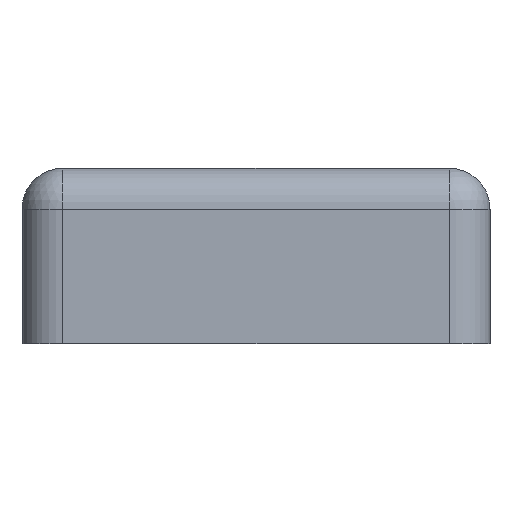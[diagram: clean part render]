
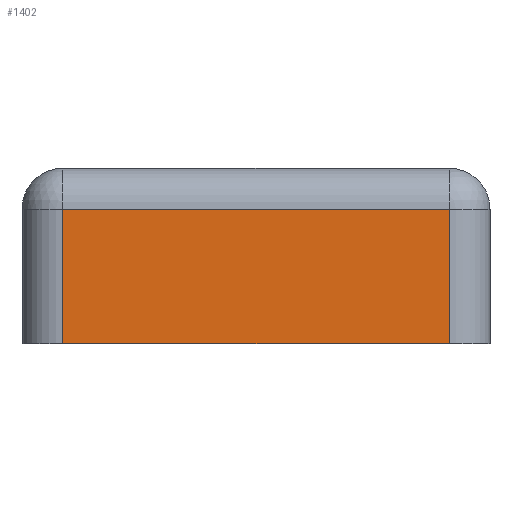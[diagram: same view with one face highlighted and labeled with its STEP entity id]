
A CAD part, front view. The second image highlights one B-rep face of the part: STEP entity #1402.
In plain terms, the highlighted planar face has unit normal (0, -1, 0).
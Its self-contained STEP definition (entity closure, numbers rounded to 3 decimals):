
#638=CARTESIAN_POINT('',(209.792,104.802,11.5));
#639=VERTEX_POINT('',#638);
#697=CARTESIAN_POINT('',(176.792,104.802,11.5));
#698=VERTEX_POINT('',#697);
#756=CARTESIAN_POINT('',(176.792,104.802,0.0));
#757=VERTEX_POINT('',#756);
#765=CARTESIAN_POINT('',(176.792,104.802,0.0));
#766=DIRECTION('',(0.0,0.0,1.0));
#767=VECTOR('',#766,11.5);
#768=LINE('',#765,#767);
#769=EDGE_CURVE('',#757,#698,#768,.T.);
#787=CARTESIAN_POINT('',(176.792,104.802,11.5));
#788=DIRECTION('',(1.0,0.0,0.0));
#789=VECTOR('',#788,33.0);
#790=LINE('',#787,#789);
#791=EDGE_CURVE('',#698,#639,#790,.T.);
#862=CARTESIAN_POINT('',(209.792,104.802,0.0));
#863=VERTEX_POINT('',#862);
#880=CARTESIAN_POINT('',(209.792,104.802,11.5));
#881=DIRECTION('',(0.0,0.0,-1.0));
#882=VECTOR('',#881,11.5);
#883=LINE('',#880,#882);
#884=EDGE_CURVE('',#639,#863,#883,.T.);
#987=CARTESIAN_POINT('',(209.792,104.802,0.0));
#988=DIRECTION('',(-1.0,0.0,0.0));
#989=VECTOR('',#988,33.0);
#990=LINE('',#987,#989);
#991=EDGE_CURVE('',#863,#757,#990,.T.);
#1391=CARTESIAN_POINT('',(213.292,104.802,0.0));
#1392=DIRECTION('',(0.0,-1.0,0.0));
#1393=DIRECTION('',(0.0,0.0,-1.0));
#1394=AXIS2_PLACEMENT_3D('',#1391,#1392,#1393);
#1395=PLANE('',#1394);
#1396=ORIENTED_EDGE('',*,*,#769,.F.);
#1397=ORIENTED_EDGE('',*,*,#991,.F.);
#1398=ORIENTED_EDGE('',*,*,#884,.F.);
#1399=ORIENTED_EDGE('',*,*,#791,.F.);
#1400=EDGE_LOOP('',(#1396,#1397,#1398,#1399));
#1401=FACE_OUTER_BOUND('',#1400,.T.);
#1402=ADVANCED_FACE('',(#1401),#1395,.T.);
